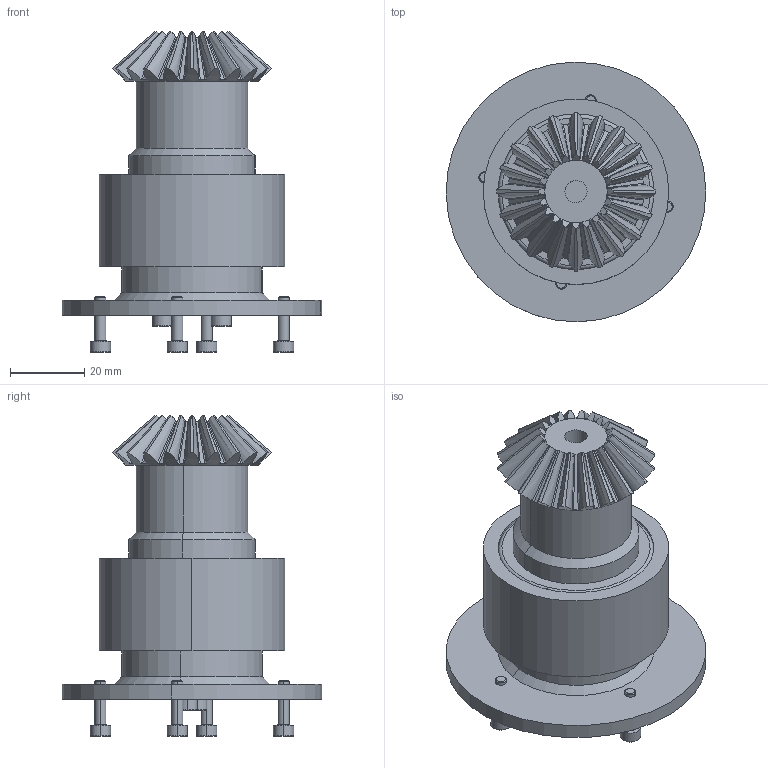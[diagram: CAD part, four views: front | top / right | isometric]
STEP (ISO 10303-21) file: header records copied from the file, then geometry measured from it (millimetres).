
FILE_DESCRIPTION (( 'STEP AP203' ), '1' );
FILE_NAME ('L6_mass_Default_sldprt.STEP', '2024-03-28T09:17:14', ( '' ), ( '' ), 'SwSTEP 2.0', 'SolidWorks 2020', '' );
FILE_SCHEMA (( 'CONFIG_CONTROL_DESIGN' ));
Length unit declared in the file: millimetre
Products named in the file (1): L6_mass_Default_sldprt
Bounding box: 69.99 x 69.99 x 86.36 mm (x, y, z)
Volume: 99690 mm3; surface area: 38687.7 mm2
Topology: 11 solids, 11 shells, 363 faces, 880 edges, 548 vertices
Faces by surface type: plane 109, bspline 100, cylinder 70, cone 52, torus 32
Entity records: 12021 total; most frequent: CARTESIAN_POINT 4132, ORIENTED_EDGE 1736, DIRECTION 1450, EDGE_CURVE 868, AXIS2_PLACEMENT_3D 562, VERTEX_POINT 548, EDGE_LOOP 402, ADVANCED_FACE 363
